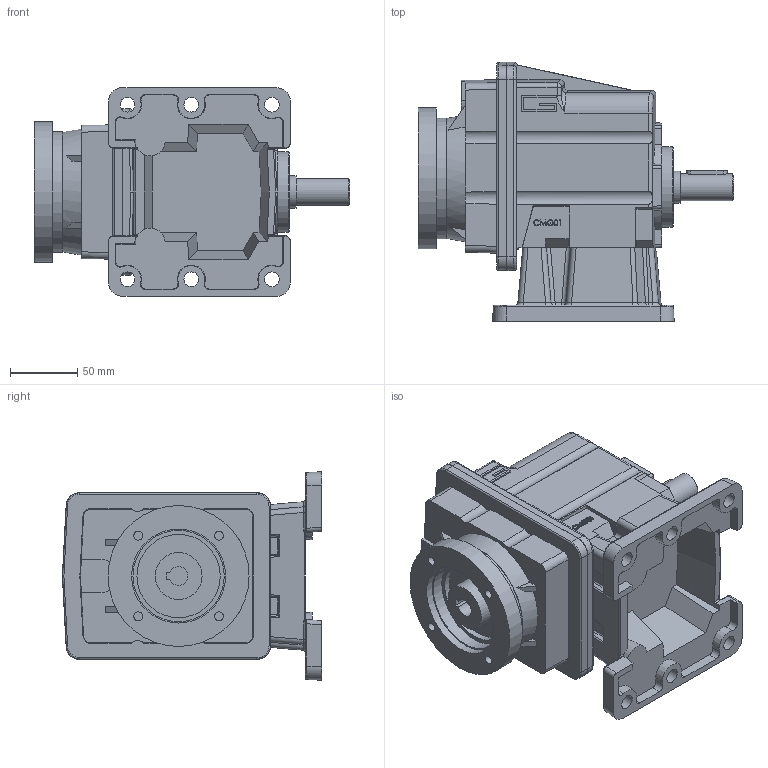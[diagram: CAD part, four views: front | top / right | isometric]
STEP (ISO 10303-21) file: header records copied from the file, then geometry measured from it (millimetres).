
FILE_DESCRIPTION( ( 'Unknown' ), '1' );
FILE_NAME( 'F15C29FC4F2CE5E66C710934A22D7D6.3d.stp', 'Unknown', ( 'Unknown' ), ( 'Unknown' ), 'PSStep 10.1', 'Unknown', ' ' );
FILE_SCHEMA( ( 'AUTOMOTIVE_DESIGN { 1 0 10303 214 1 1 1 1 }' ) );
Length unit declared in the file: millimetre
Products named in the file (1): G0101
Bounding box: 235 x 193 x 155.26 mm (x, y, z)
Volume: 2268871.9 mm3; surface area: 206893.3 mm2
Topology: 1 solids, 9 shells, 603 faces, 1553 edges, 993 vertices
Faces by surface type: plane 322, cylinder 146, cone 56, bspline 48, extrusion 27, torus 2, sphere 2
Full cylindrical faces by diameter (mm): 4.917 x1, 6.6 x4, 11 x6, 20 x1, 24 x1, 35 x1, 52 x1, 60 x1, 62 x1, 68 x1, 70 x1, 90 x1, 105 x1
Entity records: 28704 total; most frequent: CARTESIAN_POINT 9492, ORIENTED_EDGE 2990, DIRECTION 2938, EDGE_CURVE 1495, AXIS2_PLACEMENT_3D 1020, VERTEX_POINT 977, VECTOR 898, LINE 871
